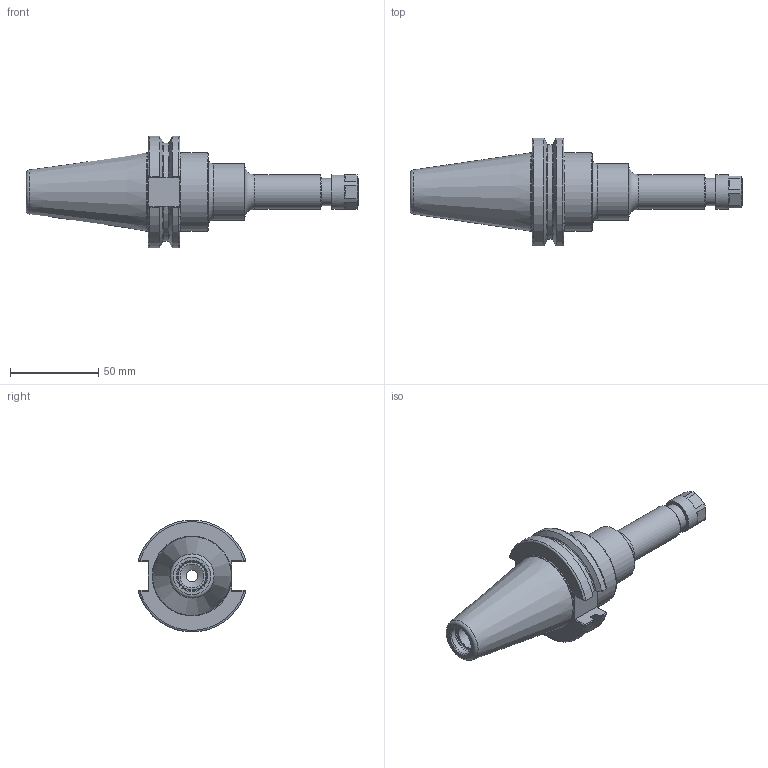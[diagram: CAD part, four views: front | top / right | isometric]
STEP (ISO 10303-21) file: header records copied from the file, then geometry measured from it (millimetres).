
FILE_DESCRIPTION(/* description */ (''),/* implementation_level */ '2;1');
FILE_NAME(/* name */ 'DCAT40-SX06-0472.stp',/* time_stamp */ '2019-06-18T11:57:54-05:00',/* author */ ('ldfli'),/* organization */ ('Pioneer N.A.'),/* preprocessor_version */ 'ST-DEVELOPER v18',/* originating_system */ 'Autodesk Inventor LT',/* authorisation */ '');
FILE_SCHEMA (('AUTOMOTIVE_DESIGN { 1 0 10303 214 3 1 1 }'));
Length unit declared in the file: millimetre
Products named in the file (1): DCAT40-SX06-0472
Bounding box: 188.25 x 61.14 x 63.31 mm (x, y, z)
Volume: 160411.5 mm3; surface area: 31591 mm2
Topology: 2 solids, 2 shells, 137 faces, 394 edges, 270 vertices
Faces by surface type: plane 54, torus 23, cylinder 23, cone 21, bspline 16
Full cylindrical faces by diameter (mm): 6.647 x1, 8.2 x1, 8.986 x1, 10 x1, 11 x1, 13.386 x1, 14.5 x1, 15.5 x1, 15.8 x1, 16.2 x1, 16.28 x1, 16.78 x1, 19.5 x2, 32 x1, 44.45 x2
Entity records: 5341 total; most frequent: CARTESIAN_POINT 1721, ORIENTED_EDGE 788, DIRECTION 747, EDGE_CURVE 394, AXIS2_PLACEMENT_3D 307, VERTEX_POINT 270, CIRCLE 185, EDGE_LOOP 150
